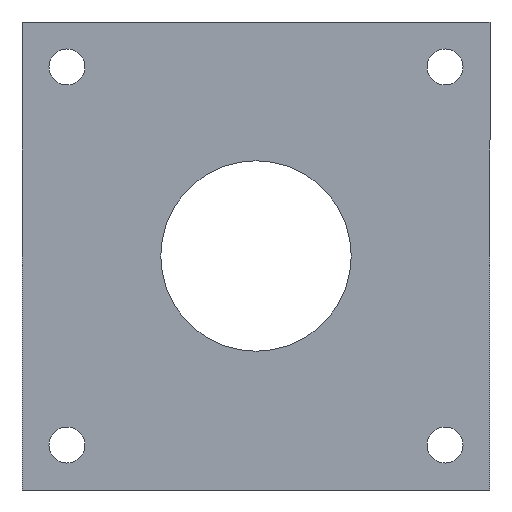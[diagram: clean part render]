
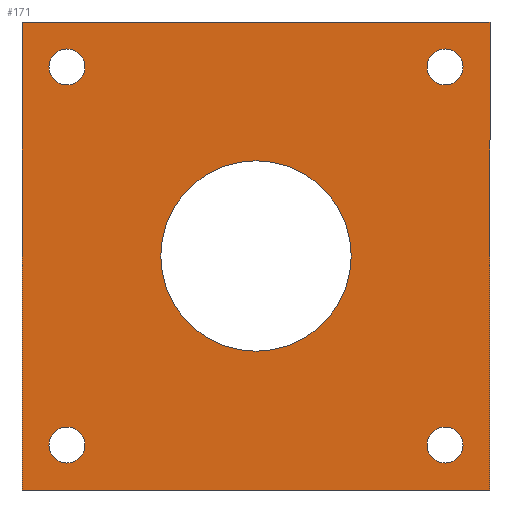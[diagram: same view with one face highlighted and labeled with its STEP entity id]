
A CAD part, front view. The second image highlights one B-rep face of the part: STEP entity #171.
In plain terms, the highlighted planar face has unit normal (0, -1, 0).
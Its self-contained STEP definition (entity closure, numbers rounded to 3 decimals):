
#6 = CIRCLE ( 'NONE', #322, 3.3 ) ;
#8 = CIRCLE ( 'NONE', #544, 3.3 ) ;
#17 = DIRECTION ( 'NONE',  ( 0., -1., 0. ) ) ;
#21 = LINE ( 'NONE', #285, #510 ) ;
#25 = CARTESIAN_POINT ( 'NONE',  ( 43., 0., -43. ) ) ;
#30 = LINE ( 'NONE', #422, #111 ) ;
#32 = CARTESIAN_POINT ( 'NONE',  ( 0., 0., 0. ) ) ;
#33 = AXIS2_PLACEMENT_3D ( 'NONE', #303, #347, #473 ) ;
#34 = EDGE_CURVE ( 'NONE', #50, #558, #6, .T. ) ;
#35 = VECTOR ( 'NONE', #550, 1000. ) ;
#42 = EDGE_CURVE ( 'NONE', #382, #184, #78, .T. ) ;
#47 = PLANE ( 'NONE',  #351 ) ;
#48 = ORIENTED_EDGE ( 'NONE', *, *, #411, .F. ) ;
#50 = VERTEX_POINT ( 'NONE', #509 ) ;
#51 = CARTESIAN_POINT ( 'NONE',  ( -43., 0., 43. ) ) ;
#57 = CARTESIAN_POINT ( 'NONE',  ( 34.75, 0., -31.45 ) ) ;
#60 = CARTESIAN_POINT ( 'NONE',  ( -34.75, 0., 38.05 ) ) ;
#61 = VERTEX_POINT ( 'NONE', #258 ) ;
#63 = DIRECTION ( 'NONE',  ( 0., 1., 0. ) ) ;
#75 = VERTEX_POINT ( 'NONE', #352 ) ;
#78 = CIRCLE ( 'NONE', #399, 17.5 ) ;
#90 = CARTESIAN_POINT ( 'NONE',  ( 34.75, 0., -34.75 ) ) ;
#95 = EDGE_CURVE ( 'NONE', #313, #549, #302, .T. ) ;
#109 = AXIS2_PLACEMENT_3D ( 'NONE', #189, #369, #536 ) ;
#111 = VECTOR ( 'NONE', #466, 1000. ) ;
#119 = CARTESIAN_POINT ( 'NONE',  ( -34.75, 0., -34.75 ) ) ;
#121 = AXIS2_PLACEMENT_3D ( 'NONE', #119, #417, #295 ) ;
#124 = FACE_BOUND ( 'NONE', #514, .T. ) ;
#130 = DIRECTION ( 'NONE',  ( 0., -1., 0. ) ) ;
#134 = CIRCLE ( 'NONE', #430, 17.5 ) ;
#140 = ORIENTED_EDGE ( 'NONE', *, *, #328, .F. ) ;
#147 = CARTESIAN_POINT ( 'NONE',  ( -43., 0., -43. ) ) ;
#160 = EDGE_CURVE ( 'NONE', #61, #233, #281, .T. ) ;
#164 = CIRCLE ( 'NONE', #312, 3.3 ) ;
#165 = CARTESIAN_POINT ( 'NONE',  ( 34.75, 0., 38.05 ) ) ;
#167 = FACE_BOUND ( 'NONE', #386, .T. ) ;
#169 = CARTESIAN_POINT ( 'NONE',  ( 0., 0., 17.5 ) ) ;
#171 = ADVANCED_FACE ( 'NONE', ( #253, #124, #167, #251, #429, #439 ), #47, .F. ) ;
#177 = ORIENTED_EDGE ( 'NONE', *, *, #380, .T. ) ;
#183 = CARTESIAN_POINT ( 'NONE',  ( -43., 0., -43. ) ) ;
#184 = VERTEX_POINT ( 'NONE', #169 ) ;
#189 = CARTESIAN_POINT ( 'NONE',  ( 34.75, 0., -34.75 ) ) ;
#192 = DIRECTION ( 'NONE',  ( 0., 0., 1. ) ) ;
#195 = CARTESIAN_POINT ( 'NONE',  ( 0., 0., 0. ) ) ;
#197 = EDGE_CURVE ( 'NONE', #277, #75, #458, .T. ) ;
#201 = ORIENTED_EDGE ( 'NONE', *, *, #42, .T. ) ;
#208 = DIRECTION ( 'NONE',  ( 0., 1., 0. ) ) ;
#215 = ORIENTED_EDGE ( 'NONE', *, *, #363, .F. ) ;
#217 = VECTOR ( 'NONE', #452, 1000. ) ;
#218 = EDGE_LOOP ( 'NONE', ( #215, #244, #48, #140 ) ) ;
#223 = DIRECTION ( 'NONE',  ( 0., -1., 0. ) ) ;
#225 = LINE ( 'NONE', #183, #35 ) ;
#233 = VERTEX_POINT ( 'NONE', #60 ) ;
#236 = AXIS2_PLACEMENT_3D ( 'NONE', #526, #130, #482 ) ;
#244 = ORIENTED_EDGE ( 'NONE', *, *, #245, .F. ) ;
#245 = EDGE_CURVE ( 'NONE', #321, #446, #324, .T. ) ;
#251 = FACE_BOUND ( 'NONE', #318, .T. ) ;
#253 = FACE_BOUND ( 'NONE', #330, .T. ) ;
#257 = CARTESIAN_POINT ( 'NONE',  ( -34.75, 0., -31.45 ) ) ;
#258 = CARTESIAN_POINT ( 'NONE',  ( -34.75, 0., 31.45 ) ) ;
#260 = EDGE_CURVE ( 'NONE', #549, #313, #532, .T. ) ;
#271 = ORIENTED_EDGE ( 'NONE', *, *, #160, .F. ) ;
#277 = VERTEX_POINT ( 'NONE', #57 ) ;
#279 = DIRECTION ( 'NONE',  ( 0., 0., 1. ) ) ;
#281 = CIRCLE ( 'NONE', #236, 3.3 ) ;
#285 = CARTESIAN_POINT ( 'NONE',  ( -43., 0., -43. ) ) ;
#286 = CARTESIAN_POINT ( 'NONE',  ( -34.75, 0., -34.75 ) ) ;
#291 = CIRCLE ( 'NONE', #121, 3.3 ) ;
#295 = DIRECTION ( 'NONE',  ( 0., 0., 1. ) ) ;
#302 = CIRCLE ( 'NONE', #33, 3.3 ) ;
#303 = CARTESIAN_POINT ( 'NONE',  ( 34.75, 0., 34.75 ) ) ;
#307 = EDGE_CURVE ( 'NONE', #75, #277, #164, .T. ) ;
#312 = AXIS2_PLACEMENT_3D ( 'NONE', #90, #223, #500 ) ;
#313 = VERTEX_POINT ( 'NONE', #412 ) ;
#318 = EDGE_LOOP ( 'NONE', ( #517, #271 ) ) ;
#321 = VERTEX_POINT ( 'NONE', #51 ) ;
#322 = AXIS2_PLACEMENT_3D ( 'NONE', #286, #428, #551 ) ;
#324 = LINE ( 'NONE', #493, #217 ) ;
#328 = EDGE_CURVE ( 'NONE', #410, #425, #225, .T. ) ;
#330 = EDGE_LOOP ( 'NONE', ( #338, #392 ) ) ;
#331 = DIRECTION ( 'NONE',  ( 0., 0., 1. ) ) ;
#332 = DIRECTION ( 'NONE',  ( 0., 0., 1. ) ) ;
#337 = CARTESIAN_POINT ( 'NONE',  ( 0., 0., -17.5 ) ) ;
#338 = ORIENTED_EDGE ( 'NONE', *, *, #479, .F. ) ;
#344 = CARTESIAN_POINT ( 'NONE',  ( 0., 0., 0. ) ) ;
#347 = DIRECTION ( 'NONE',  ( 0., -1., 0. ) ) ;
#351 = AXIS2_PLACEMENT_3D ( 'NONE', #32, #208, #391 ) ;
#352 = CARTESIAN_POINT ( 'NONE',  ( 34.75, 0., -38.05 ) ) ;
#359 = CARTESIAN_POINT ( 'NONE',  ( 34.75, 0., 34.75 ) ) ;
#363 = EDGE_CURVE ( 'NONE', #446, #410, #30, .T. ) ;
#366 = ORIENTED_EDGE ( 'NONE', *, *, #197, .F. ) ;
#369 = DIRECTION ( 'NONE',  ( 0., -1., 0. ) ) ;
#376 = ORIENTED_EDGE ( 'NONE', *, *, #260, .F. ) ;
#380 = EDGE_CURVE ( 'NONE', #184, #382, #134, .T. ) ;
#382 = VERTEX_POINT ( 'NONE', #337 ) ;
#386 = EDGE_LOOP ( 'NONE', ( #366, #506 ) ) ;
#391 = DIRECTION ( 'NONE',  ( 0., 0., 1. ) ) ;
#392 = ORIENTED_EDGE ( 'NONE', *, *, #34, .F. ) ;
#399 = AXIS2_PLACEMENT_3D ( 'NONE', #344, #465, #332 ) ;
#410 = VERTEX_POINT ( 'NONE', #25 ) ;
#411 = EDGE_CURVE ( 'NONE', #425, #321, #21, .T. ) ;
#412 = CARTESIAN_POINT ( 'NONE',  ( 34.75, 0., 31.45 ) ) ;
#417 = DIRECTION ( 'NONE',  ( 0., -1., 0. ) ) ;
#419 = CARTESIAN_POINT ( 'NONE',  ( 43., 0., 43. ) ) ;
#420 = EDGE_LOOP ( 'NONE', ( #201, #177 ) ) ;
#422 = CARTESIAN_POINT ( 'NONE',  ( 43., 0., -43. ) ) ;
#425 = VERTEX_POINT ( 'NONE', #147 ) ;
#426 = DIRECTION ( 'NONE',  ( 0., -1., 0. ) ) ;
#428 = DIRECTION ( 'NONE',  ( 0., -1., 0. ) ) ;
#429 = FACE_OUTER_BOUND ( 'NONE', #218, .T. ) ;
#430 = AXIS2_PLACEMENT_3D ( 'NONE', #195, #63, #511 ) ;
#439 = FACE_BOUND ( 'NONE', #420, .T. ) ;
#446 = VERTEX_POINT ( 'NONE', #419 ) ;
#450 = EDGE_CURVE ( 'NONE', #233, #61, #8, .T. ) ;
#452 = DIRECTION ( 'NONE',  ( 1., 0., 0. ) ) ;
#455 = ORIENTED_EDGE ( 'NONE', *, *, #95, .F. ) ;
#458 = CIRCLE ( 'NONE', #109, 3.3 ) ;
#465 = DIRECTION ( 'NONE',  ( 0., 1., 0. ) ) ;
#466 = DIRECTION ( 'NONE',  ( 0., 0., -1. ) ) ;
#473 = DIRECTION ( 'NONE',  ( 0., 0., 1. ) ) ;
#479 = EDGE_CURVE ( 'NONE', #558, #50, #291, .T. ) ;
#482 = DIRECTION ( 'NONE',  ( 0., 0., 1. ) ) ;
#493 = CARTESIAN_POINT ( 'NONE',  ( -43., 0., 43. ) ) ;
#500 = DIRECTION ( 'NONE',  ( 0., 0., 1. ) ) ;
#506 = ORIENTED_EDGE ( 'NONE', *, *, #307, .F. ) ;
#509 = CARTESIAN_POINT ( 'NONE',  ( -34.75, 0., -38.05 ) ) ;
#510 = VECTOR ( 'NONE', #279, 1000. ) ;
#511 = DIRECTION ( 'NONE',  ( 0., 0., 1. ) ) ;
#514 = EDGE_LOOP ( 'NONE', ( #376, #455 ) ) ;
#517 = ORIENTED_EDGE ( 'NONE', *, *, #450, .F. ) ;
#518 = AXIS2_PLACEMENT_3D ( 'NONE', #359, #17, #192 ) ;
#526 = CARTESIAN_POINT ( 'NONE',  ( -34.75, 0., 34.75 ) ) ;
#532 = CIRCLE ( 'NONE', #518, 3.3 ) ;
#536 = DIRECTION ( 'NONE',  ( 0., 0., 1. ) ) ;
#544 = AXIS2_PLACEMENT_3D ( 'NONE', #556, #426, #331 ) ;
#549 = VERTEX_POINT ( 'NONE', #165 ) ;
#550 = DIRECTION ( 'NONE',  ( -1., 0., 0. ) ) ;
#551 = DIRECTION ( 'NONE',  ( 0., 0., 1. ) ) ;
#556 = CARTESIAN_POINT ( 'NONE',  ( -34.75, 0., 34.75 ) ) ;
#558 = VERTEX_POINT ( 'NONE', #257 ) ;
